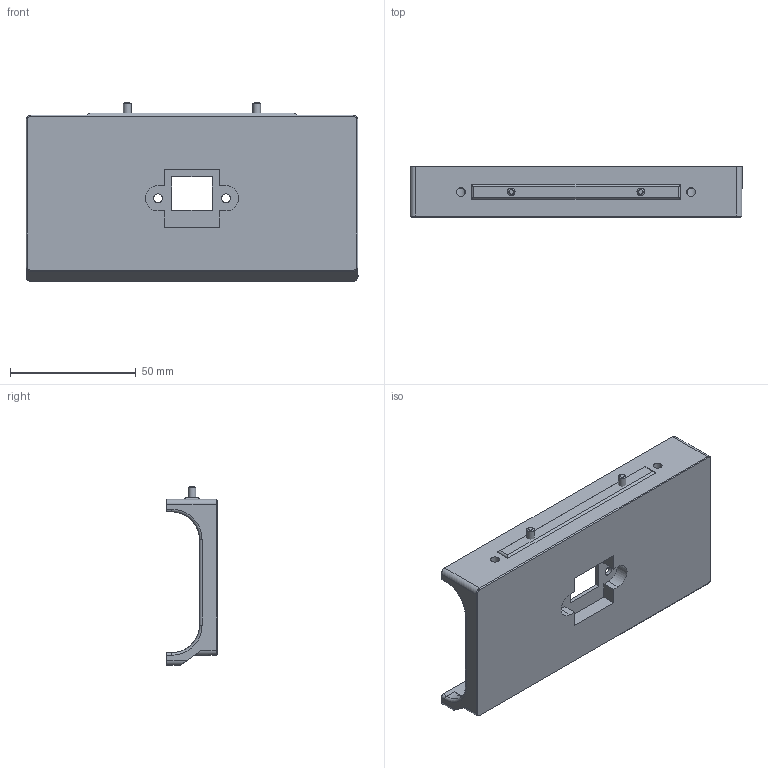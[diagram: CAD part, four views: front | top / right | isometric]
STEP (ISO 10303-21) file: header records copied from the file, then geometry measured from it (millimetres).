
FILE_DESCRIPTION(/* description */ (''),/* implementation_level */ '2;1');
FILE_NAME(/* name */ 'Voron_2.4r2_Assembly v3.step',/* time_stamp */ '2025-05-10T01:01:23+02:00',/* author */ (''),/* organization */ (''),/* preprocessor_version */ 'ST-DEVELOPER v20.1',/* originating_system */ 'Autodesk Translation Framework v14.4.0.0',/* authorisation */ '');
FILE_SCHEMA (('AUTOMOTIVE_DESIGN { 1 0 10303 214 3 1 1 }'));
Length unit declared in the file: millimetre
Products named in the file (7): Voron_2.4r2_Assembly; Skirt; Rear; Center; 300 (2); M3x8 SHCS (47); M3x8 SHCS (48)
Assembly tree (6 placements, depth 5):
  Voron_2.4r2_Assembly
    Skirt
      Rear
        Center
          300 (2)
          M3x8 SHCS (47)
          M3x8 SHCS (48)
Bounding box: 132 x 20 x 71 mm (x, y, z)
Volume: 62454.6 mm3; surface area: 29568.9 mm2
Topology: 3 solids, 3 shells, 252 faces, 698 edges, 460 vertices
Faces by surface type: plane 138, cylinder 102, cone 8, torus 4
Full cylindrical faces by diameter (mm): 3 x2, 3.5 x4, 5.5 x2, 6 x2
Entity records: 8990 total; most frequent: CARTESIAN_POINT 1863, DIRECTION 1402, ORIENTED_EDGE 1396, EDGE_CURVE 698, AXIS2_PLACEMENT_3D 485, VERTEX_POINT 460, LINE 432, VECTOR 432
